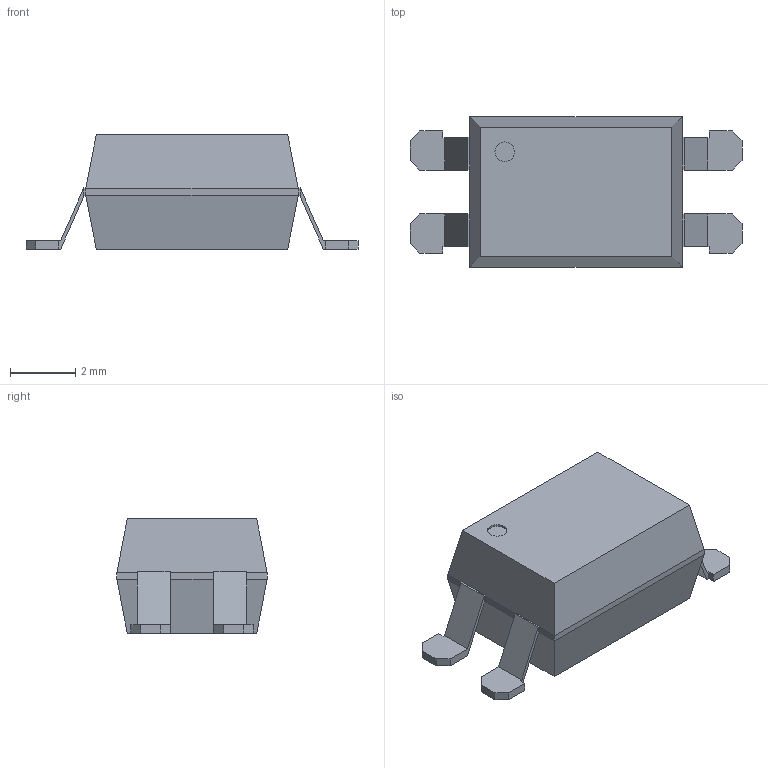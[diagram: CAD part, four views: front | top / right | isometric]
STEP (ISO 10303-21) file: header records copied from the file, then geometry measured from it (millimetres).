
FILE_DESCRIPTION (( 'STEP AP214' ), '1' );
FILE_NAME ('LTV-817.STEP', '2023-03-15T09:03:20', ( '' ), ( '' ), 'SwSTEP 2.0', 'SolidWorks 2019', '' );
FILE_SCHEMA (( 'AUTOMOTIVE_DESIGN' ));
Length unit declared in the file: millimetre
Products named in the file (1): LTV-817
Bounding box: 10.16 x 4.6 x 3.5 mm (x, y, z)
Volume: 95.4 mm3; surface area: 153.3 mm2
Topology: 9 solids, 9 shells, 89 faces, 202 edges, 132 vertices
Faces by surface type: plane 87, cylinder 2
Entity records: 3004 total; most frequent: CARTESIAN_POINT 424, ORIENTED_EDGE 404, DIRECTION 386, EDGE_CURVE 202, VECTOR 198, LINE 198, VERTEX_POINT 132, AXIS2_PLACEMENT_3D 94
